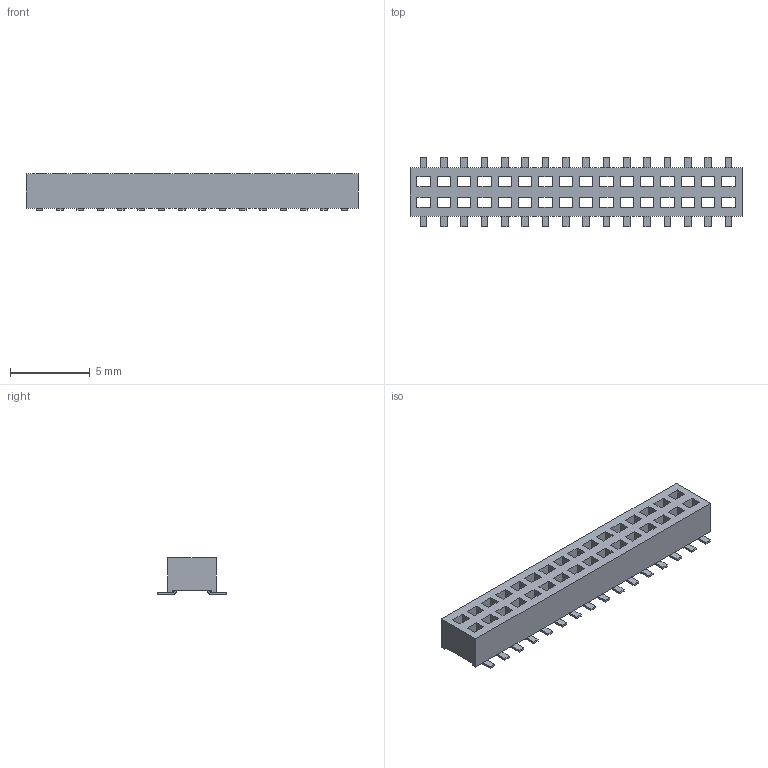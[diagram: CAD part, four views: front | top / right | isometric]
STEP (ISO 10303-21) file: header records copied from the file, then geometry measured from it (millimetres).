
FILE_DESCRIPTION(('FreeCAD Model'),'2;1');
FILE_NAME('Open CASCADE Shape Model','2025-01-12T20:20:56',(''),(''), 'Open CASCADE STEP processor 7.8','FreeCAD','Unknown');
FILE_SCHEMA(('AUTOMOTIVE_DESIGN { 1 0 10303 214 1 1 1 1 }'));
Length unit declared in the file: millimetre
Products named in the file (3): C-106-22-1-G-16-BE_Pin001; CLP-116-2-G-D-BETRM; C-106-22-1-G-16-BE_Pin
Bounding box: 20.75 x 4.32 x 2.29 mm (x, y, z)
Volume: 98.8 mm3; surface area: 462.8 mm2
Topology: 3 solids, 3 shells, 398 faces, 1176 edges, 784 vertices
Faces by surface type: plane 334, cylinder 64
Entity records: 13314 total; most frequent: CARTESIAN_POINT 2359, ORIENTED_EDGE 2352, DIRECTION 2102, EDGE_CURVE 1176, LINE 1048, VECTOR 1048, VERTEX_POINT 784, AXIS2_PLACEMENT_3D 527
